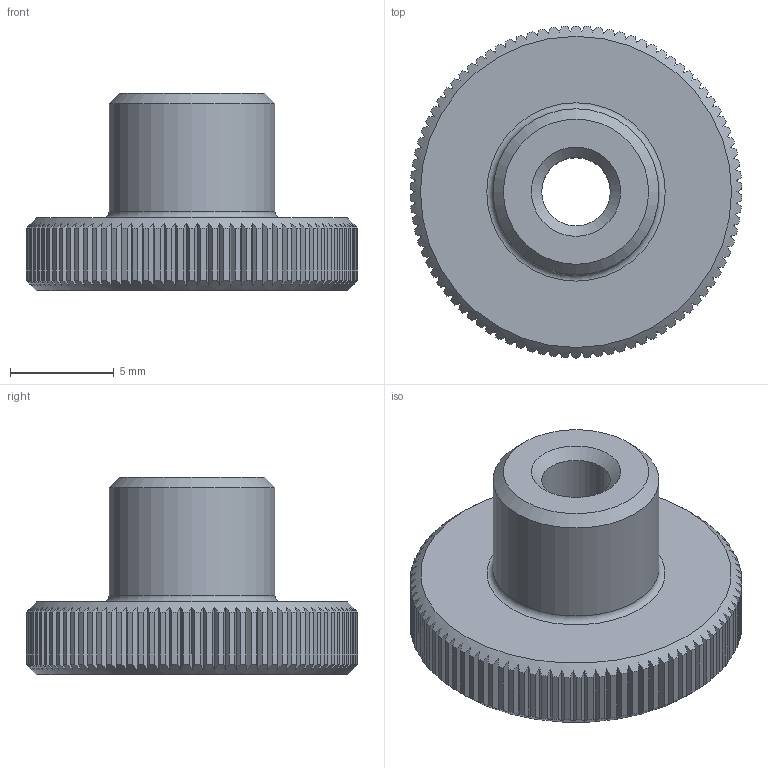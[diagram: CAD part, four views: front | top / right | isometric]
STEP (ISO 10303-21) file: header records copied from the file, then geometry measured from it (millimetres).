
FILE_DESCRIPTION(('FreeCAD Model'),'2;1');
FILE_NAME('Thumb-Wheel_M3.step', '2019-08-11T08:10:20',('Sisul Galog'),(''), 'Open CASCADE STEP processor 7.3','FreeCAD','Unknown');
FILE_SCHEMA(('AUTOMOTIVE_DESIGN { 1 0 10303 214 1 1 1 1 }'));
Length unit declared in the file: millimetre
Products named in the file (1): Thumb-Wheel_M3
Bounding box: 16 x 16 x 9.5 mm (x, y, z)
Volume: 897.8 mm3; surface area: 832.2 mm2
Topology: 1 solids, 1 shells, 281 faces, 828 edges, 550 vertices
Faces by surface type: plane 183, cylinder 92, cone 5, torus 1
Full cylindrical faces by diameter (mm): 3.3 x1, 8 x1
Entity records: 22084 total; most frequent: CARTESIAN_POINT 6766, DIRECTION 2669, ORIENTED_EDGE 1656, PCURVE 1656, DEFINITIONAL_REPRESENTATION 1656, B_SPLINE_CURVE_WITH_KNOTS 930, AXIS2_PLACEMENT_3D 833, EDGE_CURVE 828
